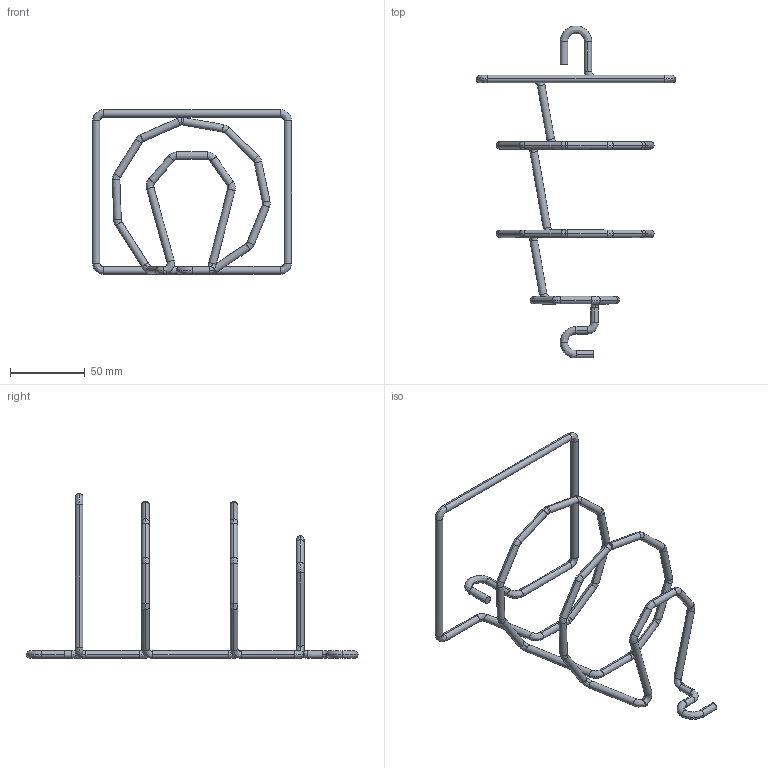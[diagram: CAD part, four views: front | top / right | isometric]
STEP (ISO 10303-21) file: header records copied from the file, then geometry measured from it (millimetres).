
FILE_DESCRIPTION(('FreeCAD Model'),'2;1');
FILE_NAME('Open CASCADE Shape Model','2024-10-15T08:31:03',(''),(''), 'Open CASCADE STEP processor 7.6','FreeCAD','Unknown');
FILE_SCHEMA(('AUTOMOTIVE_DESIGN { 1 0 10303 214 1 1 1 1 }'));
Length unit declared in the file: millimetre
Products named in the file (1): STI8-PGM
Bounding box: 133 x 221.72 x 110 mm (x, y, z)
Volume: 29623.4 mm3; surface area: 23740.2 mm2
Topology: 1 solids, 1 shells, 163 faces, 361 edges, 200 vertices
Faces by surface type: bspline 82, cylinder 77, plane 4
Entity records: 18687 total; most frequent: CARTESIAN_POINT 12021, DIRECTION 1129, ORIENTED_EDGE 722, PCURVE 722, DEFINITIONAL_REPRESENTATION 722, LINE 414, VECTOR 414, B_SPLINE_CURVE_WITH_KNOTS 389
